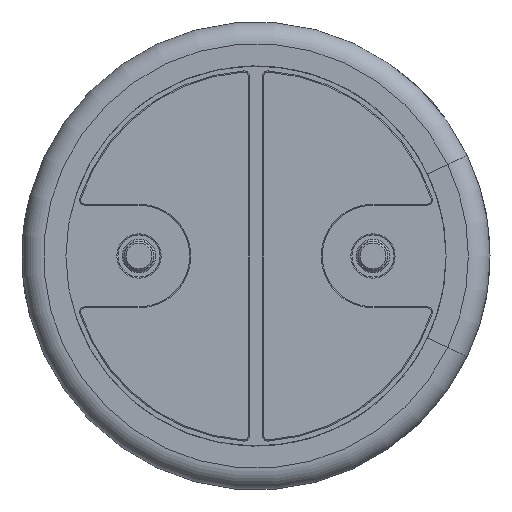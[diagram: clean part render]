
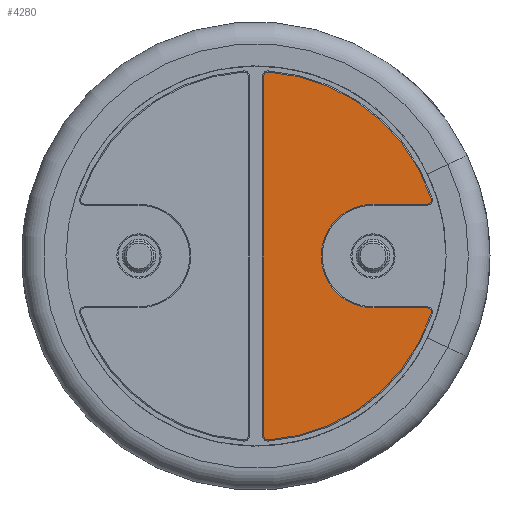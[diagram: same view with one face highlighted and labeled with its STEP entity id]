
A CAD part, front view. The second image highlights one B-rep face of the part: STEP entity #4280.
In plain terms, the highlighted planar face has unit normal (0, -1, 0).
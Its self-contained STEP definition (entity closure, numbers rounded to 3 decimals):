
#20=PLANE('',#4604);
#223=CIRCLE('',#4569,0.077);
#226=CIRCLE('',#4574,0.077);
#229=CIRCLE('',#4578,3.152);
#232=CIRCLE('',#4582,0.077);
#236=CIRCLE('',#4588,0.885);
#240=CIRCLE('',#4594,0.077);
#242=CIRCLE('',#4597,3.152);
#438=FACE_OUTER_BOUND('',#635,.T.);
#635=EDGE_LOOP('',(#3535,#3536,#3537,#3538,#3539,#3540,#3541,#3542,#3543,
#3544));
#829=LINE('',#8409,#1013);
#831=LINE('',#8433,#1015);
#833=LINE('',#8445,#1017);
#1013=VECTOR('',#5256,10.);
#1015=VECTOR('',#5286,10.);
#1017=VECTOR('',#5300,10.);
#1803=VERTEX_POINT('',#8397);
#1806=VERTEX_POINT('',#8402);
#1808=VERTEX_POINT('',#8407);
#1810=VERTEX_POINT('',#8413);
#1812=VERTEX_POINT('',#8419);
#1814=VERTEX_POINT('',#8425);
#1816=VERTEX_POINT('',#8431);
#1818=VERTEX_POINT('',#8437);
#1820=VERTEX_POINT('',#8443);
#1822=VERTEX_POINT('',#8449);
#2390=EDGE_CURVE('',#1806,#1803,#223,.T.);
#2392=EDGE_CURVE('',#1808,#1806,#829,.T.);
#2395=EDGE_CURVE('',#1810,#1808,#226,.T.);
#2398=EDGE_CURVE('',#1812,#1810,#229,.T.);
#2401=EDGE_CURVE('',#1814,#1812,#232,.T.);
#2404=EDGE_CURVE('',#1816,#1814,#831,.T.);
#2407=EDGE_CURVE('',#1818,#1816,#236,.T.);
#2410=EDGE_CURVE('',#1820,#1818,#833,.T.);
#2413=EDGE_CURVE('',#1822,#1820,#240,.T.);
#2415=EDGE_CURVE('',#1803,#1822,#242,.T.);
#3535=ORIENTED_EDGE('',*,*,#2390,.F.);
#3536=ORIENTED_EDGE('',*,*,#2392,.F.);
#3537=ORIENTED_EDGE('',*,*,#2395,.F.);
#3538=ORIENTED_EDGE('',*,*,#2398,.F.);
#3539=ORIENTED_EDGE('',*,*,#2401,.F.);
#3540=ORIENTED_EDGE('',*,*,#2404,.F.);
#3541=ORIENTED_EDGE('',*,*,#2407,.F.);
#3542=ORIENTED_EDGE('',*,*,#2410,.F.);
#3543=ORIENTED_EDGE('',*,*,#2413,.F.);
#3544=ORIENTED_EDGE('',*,*,#2415,.F.);
#4280=ADVANCED_FACE('',(#438),#20,.F.);
#4569=AXIS2_PLACEMENT_3D('',#8404,#5250,#5251);
#4574=AXIS2_PLACEMENT_3D('',#8415,#5262,#5263);
#4578=AXIS2_PLACEMENT_3D('',#8421,#5270,#5271);
#4582=AXIS2_PLACEMENT_3D('',#8427,#5278,#5279);
#4588=AXIS2_PLACEMENT_3D('',#8439,#5292,#5293);
#4594=AXIS2_PLACEMENT_3D('',#8451,#5306,#5307);
#4597=AXIS2_PLACEMENT_3D('',#8454,#5312,#5313);
#4604=AXIS2_PLACEMENT_3D('',#8467,#5332,#5333);
#5250=DIRECTION('center_axis',(0.,1.,0.));
#5251=DIRECTION('ref_axis',(-0.683,0.,0.73));
#5256=DIRECTION('',(0.,0.,1.));
#5262=DIRECTION('center_axis',(0.,1.,0.));
#5263=DIRECTION('ref_axis',(-0.683,0.,-0.73));
#5270=DIRECTION('center_axis',(0.,1.,0.));
#5271=DIRECTION('ref_axis',(0.613,0.,-0.79));
#5278=DIRECTION('center_axis',(0.,1.,0.));
#5279=DIRECTION('ref_axis',(0.81,0.,0.586));
#5286=DIRECTION('',(1.,0.,0.));
#5292=DIRECTION('center_axis',(0.,-1.,0.));
#5293=DIRECTION('ref_axis',(-1.,0.,0.));
#5300=DIRECTION('',(-1.,0.,0.));
#5306=DIRECTION('center_axis',(0.,1.,0.));
#5307=DIRECTION('ref_axis',(0.81,0.,-0.586));
#5312=DIRECTION('center_axis',(0.,1.,0.));
#5313=DIRECTION('ref_axis',(0.613,0.,0.79));
#5332=DIRECTION('center_axis',(0.,1.,0.));
#5333=DIRECTION('ref_axis',(0.,0.,1.));
#8397=CARTESIAN_POINT('',(0.21,-0.05,3.145));
#8402=CARTESIAN_POINT('',(0.128,-0.05,3.068));
#8404=CARTESIAN_POINT('Origin',(0.205,-0.05,3.068));
#8407=CARTESIAN_POINT('',(0.128,-0.05,-3.068));
#8409=CARTESIAN_POINT('',(0.128,-0.05,1.534));
#8413=CARTESIAN_POINT('',(0.21,-0.05,-3.145));
#8415=CARTESIAN_POINT('Origin',(0.205,-0.05,-3.068));
#8419=CARTESIAN_POINT('',(2.994,-0.05,-0.986));
#8421=CARTESIAN_POINT('Origin',(0.,-0.05,0.));
#8425=CARTESIAN_POINT('',(2.921,-0.05,-0.885));
#8427=CARTESIAN_POINT('Origin',(2.921,-0.05,-0.962));
#8431=CARTESIAN_POINT('',(2.,-0.05,-0.885));
#8433=CARTESIAN_POINT('',(2.242,-0.05,-0.885));
#8437=CARTESIAN_POINT('',(2.,-0.05,0.885));
#8439=CARTESIAN_POINT('Origin',(2.,-0.05,0.));
#8443=CARTESIAN_POINT('',(2.921,-0.05,0.885));
#8445=CARTESIAN_POINT('',(1.781,-0.05,0.885));
#8449=CARTESIAN_POINT('',(2.994,-0.05,0.986));
#8451=CARTESIAN_POINT('Origin',(2.921,-0.05,0.962));
#8454=CARTESIAN_POINT('Origin',(0.,-0.05,0.));
#8467=CARTESIAN_POINT('Origin',(1.563,-0.05,0.));
